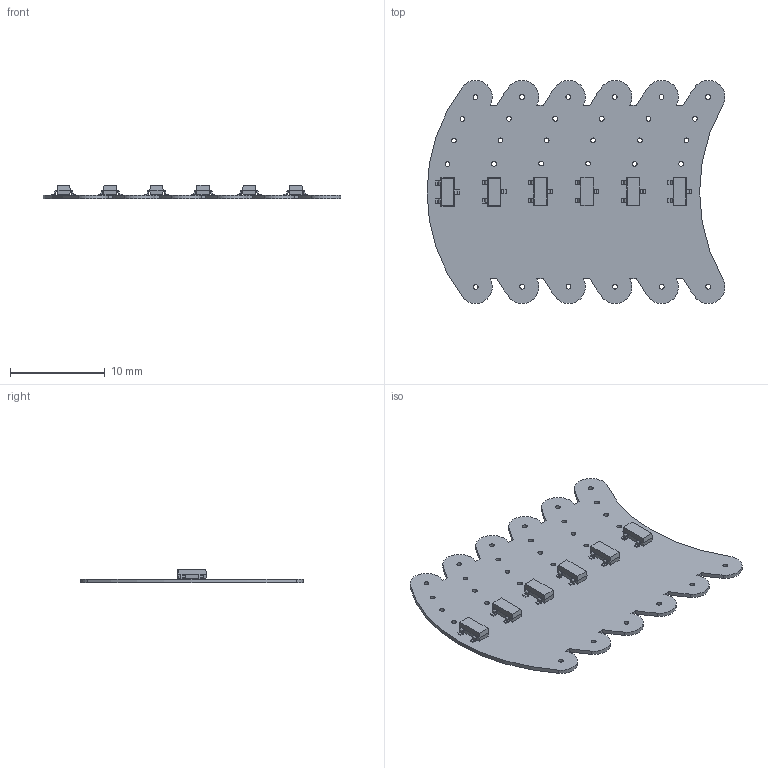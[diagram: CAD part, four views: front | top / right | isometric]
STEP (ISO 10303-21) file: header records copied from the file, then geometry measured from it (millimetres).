
FILE_DESCRIPTION(('Open CASCADE Model'),'2;1');
FILE_NAME('Open CASCADE Shape Model','2025-03-27T11:47:10',('Author'),( 'Open CASCADE'),'Open CASCADE STEP processor 7.5','Open CASCADE 7.5' ,'Unknown');
FILE_SCHEMA(('AUTOMOTIVE_DESIGN { 1 0 10303 214 1 1 1 1 }'));
Length unit declared in the file: millimetre
Products named in the file (10): PCB; Board; Open CASCADE STEP translator 7.5 1.1.1; VT6; CircuitWorks-SOT-23; VT5; VT4; VT3; VT2; VT1
Assembly tree (14 placements, depth 3):
  PCB
    Board
      Open CASCADE STEP translator 7.5 1.1.1
    VT6
      CircuitWorks-SOT-23
    VT5
      CircuitWorks-SOT-23
    VT4
      CircuitWorks-SOT-23
    VT3
      CircuitWorks-SOT-23
    VT2
      CircuitWorks-SOT-23
    VT1
      CircuitWorks-SOT-23
Bounding box: 31.38 x 23.5 x 1.46 mm (x, y, z)
Volume: 280.5 mm3; surface area: 1433.1 mm2
Topology: 7 solids, 7 shells, 360 faces, 978 edges, 632 vertices
Faces by surface type: plane 234, cylinder 126
Full cylindrical faces by diameter (mm): 0.5 x30
Entity records: 4170 total; most frequent: DIRECTION 715, CARTESIAN_POINT 665, ORIENTED_EDGE 646, EDGE_CURVE 323, AXIS2_PLACEMENT_3D 262, VERTEX_POINT 212, LINE 191, VECTOR 191
